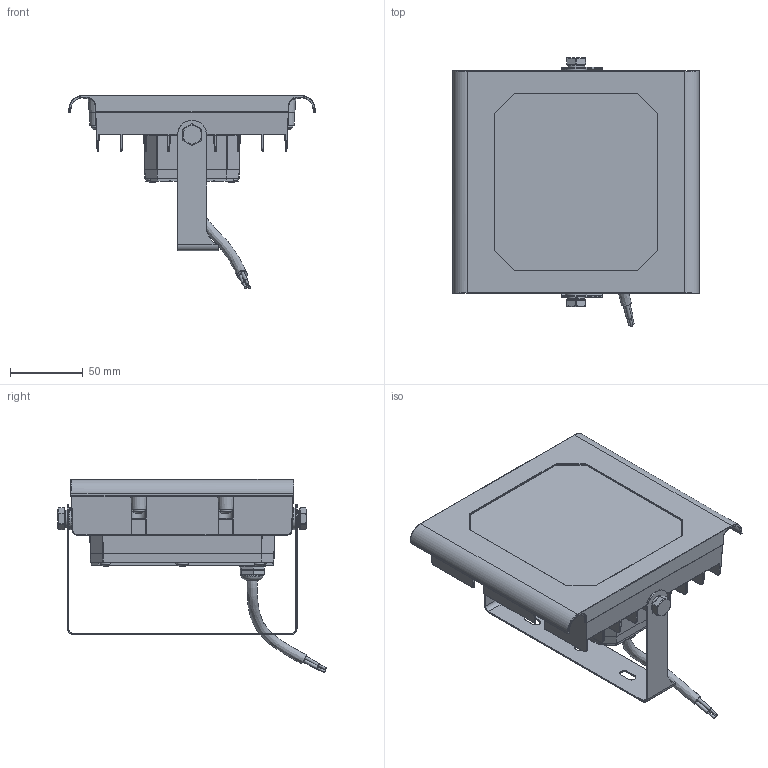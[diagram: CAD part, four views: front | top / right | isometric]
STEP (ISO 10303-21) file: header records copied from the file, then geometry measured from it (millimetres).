
FILE_DESCRIPTION(/* description */ (''),/* implementation_level */ '2;1');
FILE_NAME(/* name */ 'LPR30_pro_ass.stp',/* time_stamp */ '2018-12-04T10:57:11+03:00',/* author */ (''),/* organization */ (''),/* preprocessor_version */ 'ST-DEVELOPER v16',/* originating_system */ 'SIEMENS PLM Software NX 10.0',/* authorisation */ '');
FILE_SCHEMA (('AUTOMOTIVE_DESIGN { 1 0 10303 214 3 1 1 1 }'));
Products named in the file (1): lubi13A8847060jr
Bounding box: 169.99 x 185.02 x 133.09 mm (x, y, z)
Volume: 443096.2 mm3; surface area: 273026.9 mm2
Topology: 197 solids, 199 shells, 4824 faces, 11119 edges, 6509 vertices
Faces by surface type: plane 1724, cylinder 1509, bspline 750, torus 409, sphere 372, cone 60
Full cylindrical faces by diameter (mm): 1.5 x3, 2.3 x3, 3.61 x14, 3.838 x14, 4 x14, 6 x4, 7 x1, 7.794 x2, 8 x15, 9.661 x1, 10 x4, 11.63 x2, 12 x1, 13.5 x1, 14 x3, 15 x2, 15.5 x1, 17.861 x1
Entity records: 151865 total; most frequent: CARTESIAN_POINT 46325, DIRECTION 22068, ORIENTED_EDGE 21160, EDGE_CURVE 10588, AXIS2_PLACEMENT_3D 8573, VERTEX_POINT 6440, EDGE_LOOP 5206, LINE 4922
